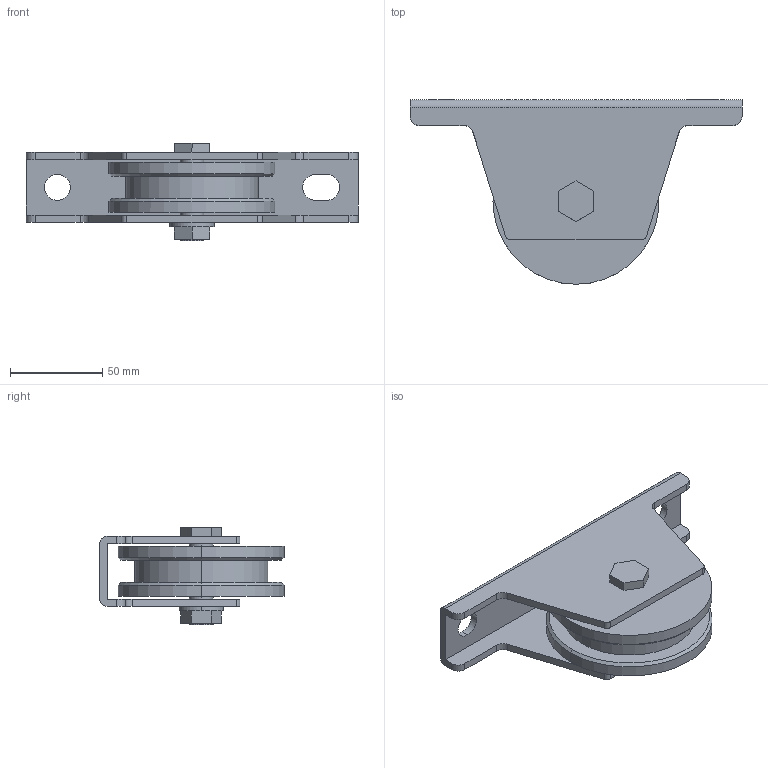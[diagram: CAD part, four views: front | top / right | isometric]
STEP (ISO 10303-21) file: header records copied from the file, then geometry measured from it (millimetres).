
FILE_DESCRIPTION (( 'STEP AP203' ), '1' );
FILE_NAME ('K-20-90.STEP', '2009-08-10T04:08:07', ( '11sw' ), ( 'タキゲン製造株式会社' ), 'SwSTEP 2.0', 'SolidWorks 2007', '' );
FILE_SCHEMA (( 'CONFIG_CONTROL_DESIGN' ));
Length unit declared in the file: millimetre
Products named in the file (1): K-20-90
Bounding box: 180 x 100 x 53 mm (x, y, z)
Volume: 234691.4 mm3; surface area: 70196 mm2
Topology: 1 solids, 1 shells, 76 faces, 194 edges, 128 vertices
Faces by surface type: plane 40, cylinder 32, cone 4
Entity records: 2403 total; most frequent: DIRECTION 416, CARTESIAN_POINT 399, ORIENTED_EDGE 388, EDGE_CURVE 194, AXIS2_PLACEMENT_3D 145, VERTEX_POINT 128, VECTOR 126, LINE 126
